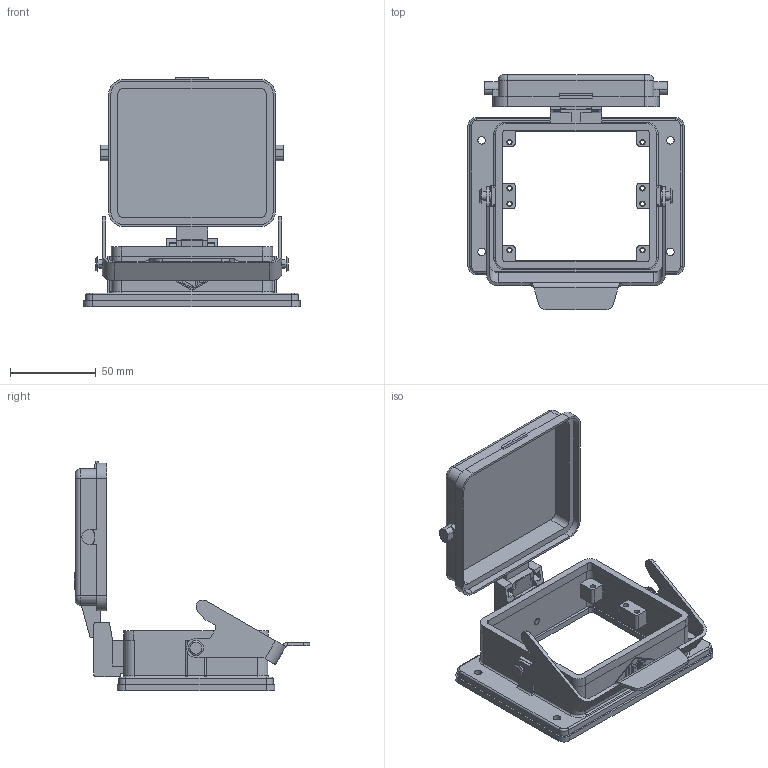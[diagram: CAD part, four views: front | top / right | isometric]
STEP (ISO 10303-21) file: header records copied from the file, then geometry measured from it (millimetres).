
FILE_DESCRIPTION(('Creo Elements/Direct Modeling STEP Export'),'2;1');
FILE_NAME('JCHI_32_LP.stp','2014-01-31T 8:43:31',(''),(''),'Creo Elements/Direct Modeling STEP processor for AP214 (Solid Model)','Creo Elements/Direct Modeling 18.0B 02-Dec-2011 (C) Parametric Technology GmbH','');
FILE_SCHEMA(('AUTOMOTIVE_DESIGN { 1 0 10303 214 1 1 1 1 }'));
Length unit declared in the file: millimetre
Products named in the file (1): JCHI_32_LP
Bounding box: 126 x 137.35 x 134 mm (x, y, z)
Volume: 124016.6 mm3; surface area: 79218.5 mm2
Topology: 1 solids, 2 shells, 545 faces, 1450 edges, 941 vertices
Faces by surface type: plane 299, cylinder 211, torus 14, extrusion 9, cone 6, sphere 4, bspline 2
Entity records: 18588 total; most frequent: CARTESIAN_POINT 4247, ORIENTED_EDGE 2900, DIRECTION 2727, EDGE_CURVE 1446, VECTOR 967, LINE 958, VERTEX_POINT 941, AXIS2_PLACEMENT_3D 880
